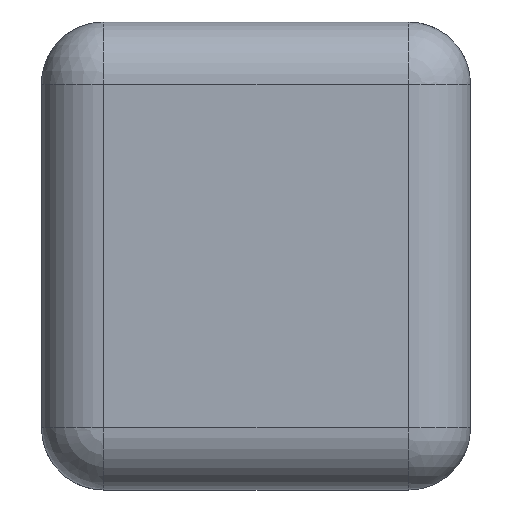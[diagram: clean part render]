
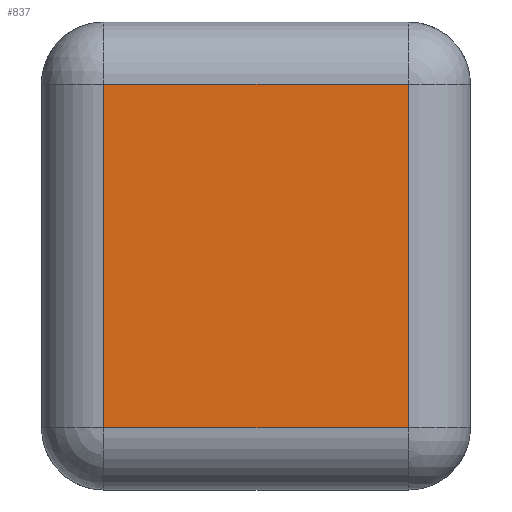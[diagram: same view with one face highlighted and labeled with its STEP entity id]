
A CAD part, left-side view. The second image highlights one B-rep face of the part: STEP entity #837.
In plain terms, the highlighted planar face has unit normal (-1, 0, 0).
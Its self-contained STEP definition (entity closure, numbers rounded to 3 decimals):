
#39 = DIRECTION ( 'NONE',  ( 0., 1., 0. ) ) ;
#162 = DIRECTION ( 'NONE',  ( 0., 0., 1. ) ) ;
#210 = ORIENTED_EDGE ( 'NONE', *, *, #580, .F. ) ;
#236 = CARTESIAN_POINT ( 'NONE',  ( -0.55, 0.195, 0.08 ) ) ;
#240 = CARTESIAN_POINT ( 'NONE',  ( -0.55, -0.275, 0. ) ) ;
#241 = ORIENTED_EDGE ( 'NONE', *, *, #1391, .T. ) ;
#242 = VECTOR ( 'NONE', #674, 1000. ) ;
#270 = VECTOR ( 'NONE', #1301, 1000. ) ;
#359 = VERTEX_POINT ( 'NONE', #481 ) ;
#381 = VERTEX_POINT ( 'NONE', #1153 ) ;
#447 = EDGE_CURVE ( 'NONE', #1339, #1271, #1253, .T. ) ;
#455 = VECTOR ( 'NONE', #1141, 1000. ) ;
#481 = CARTESIAN_POINT ( 'NONE',  ( -0.55, -0.195, 0.08 ) ) ;
#483 = LINE ( 'NONE', #573, #455 ) ;
#489 = FACE_OUTER_BOUND ( 'NONE', #603, .T. ) ;
#573 = CARTESIAN_POINT ( 'NONE',  ( -0.55, -0.195, 0.08 ) ) ;
#580 = EDGE_CURVE ( 'NONE', #359, #1339, #922, .T. ) ;
#603 = EDGE_LOOP ( 'NONE', ( #241, #930, #1018, #210 ) ) ;
#674 = DIRECTION ( 'NONE',  ( 0., 0., 1. ) ) ;
#713 = DIRECTION ( 'NONE',  ( -1., 0., 0. ) ) ;
#734 = CARTESIAN_POINT ( 'NONE',  ( -0.55, 0.195, 0.52 ) ) ;
#750 = CARTESIAN_POINT ( 'NONE',  ( -0.55, 0.195, 0.08 ) ) ;
#837 = ADVANCED_FACE ( 'NONE', ( #489 ), #1398, .T. ) ;
#922 = LINE ( 'NONE', #1402, #1192 ) ;
#930 = ORIENTED_EDGE ( 'NONE', *, *, #943, .T. ) ;
#943 = EDGE_CURVE ( 'NONE', #381, #1271, #1307, .T. ) ;
#1018 = ORIENTED_EDGE ( 'NONE', *, *, #447, .F. ) ;
#1141 = DIRECTION ( 'NONE',  ( 0., 0., 1. ) ) ;
#1153 = CARTESIAN_POINT ( 'NONE',  ( -0.55, -0.195, 0.52 ) ) ;
#1192 = VECTOR ( 'NONE', #39, 1000. ) ;
#1204 = CARTESIAN_POINT ( 'NONE',  ( -0.55, -0.195, 0.52 ) ) ;
#1253 = LINE ( 'NONE', #236, #242 ) ;
#1271 = VERTEX_POINT ( 'NONE', #734 ) ;
#1301 = DIRECTION ( 'NONE',  ( 0., 1., 0. ) ) ;
#1307 = LINE ( 'NONE', #1204, #270 ) ;
#1331 = AXIS2_PLACEMENT_3D ( 'NONE', #240, #713, #162 ) ;
#1339 = VERTEX_POINT ( 'NONE', #750 ) ;
#1391 = EDGE_CURVE ( 'NONE', #359, #381, #483, .T. ) ;
#1398 = PLANE ( 'NONE',  #1331 ) ;
#1402 = CARTESIAN_POINT ( 'NONE',  ( -0.55, -0.195, 0.08 ) ) ;
